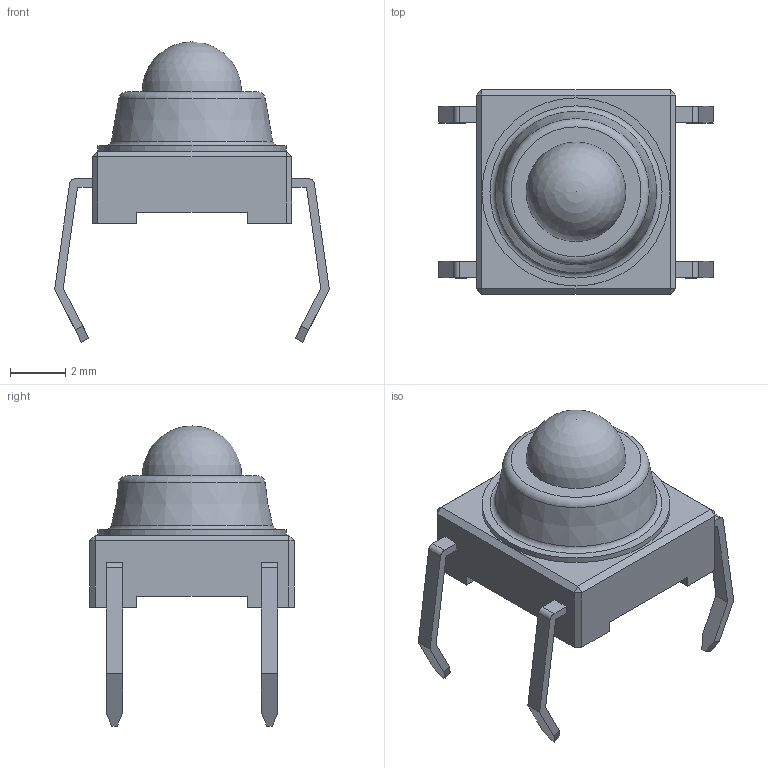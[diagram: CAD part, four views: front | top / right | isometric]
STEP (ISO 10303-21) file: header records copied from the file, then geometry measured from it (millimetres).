
FILE_DESCRIPTION(/* description */ (''),/* implementation_level */ '2;1');
FILE_NAME(/* name */ 'metal ball button 3347 v1.step',/* time_stamp */ '2018-09-03T10:51:50-04:00',/* author */ ('Adafruit'),/* organization */ (''),/* preprocessor_version */ 'ST-DEVELOPER v17.2',/* originating_system */ 'Autodesk Translation Framework v7.6.0.251',/* authorisation */ '');
FILE_SCHEMA (('AUTOMOTIVE_DESIGN { 1 0 10303 214 3 1 1 }'));
Length unit declared in the file: millimetre
Products named in the file (1): metal ball button 3347
Bounding box: 9.93 x 7.4 x 10.85 mm (x, y, z)
Volume: 191.9 mm3; surface area: 337.3 mm2
Topology: 6 solids, 6 shells, 94 faces, 230 edges, 149 vertices
Faces by surface type: plane 81, cylinder 9, torus 2, cone 1, sphere 1
Full cylindrical faces by diameter (mm): 6.8 x1
Entity records: 2747 total; most frequent: CARTESIAN_POINT 473, ORIENTED_EDGE 458, DIRECTION 446, EDGE_CURVE 229, LINE 202, VECTOR 202, VERTEX_POINT 149, AXIS2_PLACEMENT_3D 122
